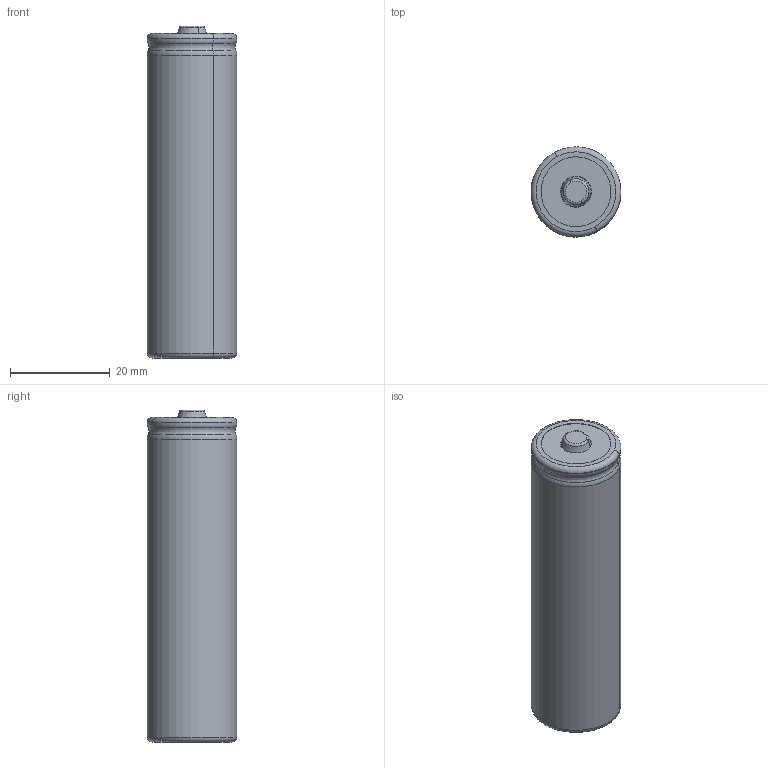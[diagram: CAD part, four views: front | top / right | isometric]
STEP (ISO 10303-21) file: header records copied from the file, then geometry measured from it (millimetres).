
FILE_DESCRIPTION(('CATIA V5 STEP Exchange'),'2;1');
FILE_NAME('Battery 18650.stp','2017-10-15T18:57:20+00:00',('none'),('none'),'CATIA Version 5 Release 20 GA (IN-10)','CATIA V5 STEP AP203','none');
FILE_SCHEMA(('CONFIG_CONTROL_DESIGN'));
Length unit declared in the file: millimetre
Products named in the file (1): Battery 18650
Bounding box: 18 x 18 x 66.5 mm (x, y, z)
Volume: 16503.3 mm3; surface area: 4173.3 mm2
Topology: 1 solids, 1 shells, 33 faces, 64 edges, 38 vertices
Faces by surface type: torus 14, cylinder 10, plane 7, cone 2
Entity records: 803 total; most frequent: ORIENTED_EDGE 128, CARTESIAN_POINT 127, DIRECTION 112, AXIS2_PLACEMENT_3D 77, EDGE_CURVE 64, CIRCLE 52, EDGE_LOOP 38, VERTEX_POINT 38
